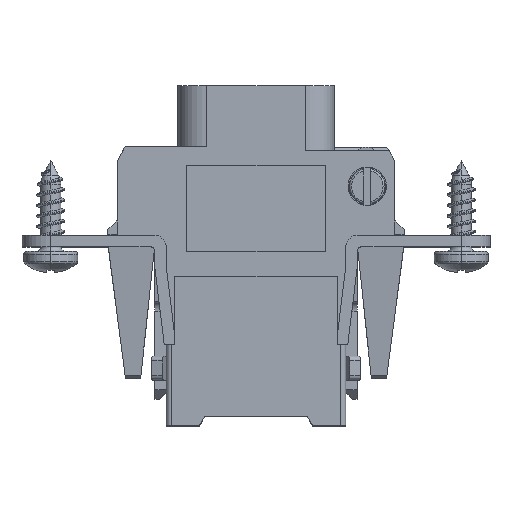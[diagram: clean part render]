
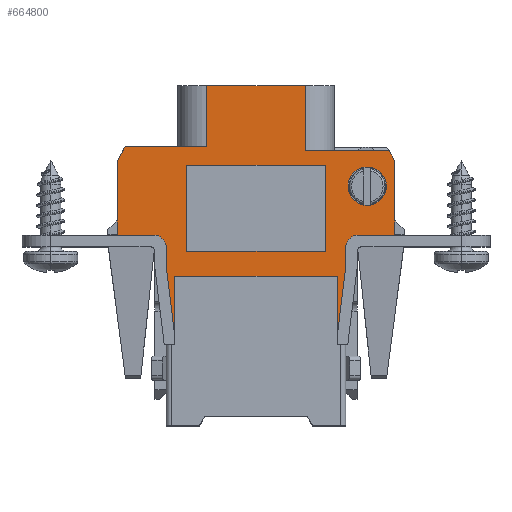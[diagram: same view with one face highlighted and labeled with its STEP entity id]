
A CAD part, top view. The second image highlights one B-rep face of the part: STEP entity #664800.
In plain terms, the highlighted planar face has unit normal (0, 0, 1).
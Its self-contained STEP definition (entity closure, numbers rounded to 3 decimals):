
#177010=CARTESIAN_POINT('',(67.029,37.851,-1.8));
#177020=VERTEX_POINT('',#177010);
#177050=CARTESIAN_POINT('',(65.029,37.851,-1.8));
#177060=DIRECTION('',(0.,0.,1.));
#177070=DIRECTION('',(-1.,0.,0.));
#177080=AXIS2_PLACEMENT_3D('',#177050,#177060,#177070);
#177090=CIRCLE('',#177080,2.);
#177100=CARTESIAN_POINT('',(63.029,37.851,-1.8));
#177110=VERTEX_POINT('',#177100);
#177120=EDGE_CURVE('',#177110,#177020,#177090,.T.);
#226660=CARTESIAN_POINT('',(83.829,0.,-1.8));
#226670=DIRECTION('',(0.,-1.,0.));
#226680=VECTOR('',#226670,1.);
#226690=LINE('',#226660,#226680);
#226700=CARTESIAN_POINT('',(83.829,44.651,-1.8));
#226710=VERTEX_POINT('',#226700);
#226720=CARTESIAN_POINT('',(83.829,35.651,-1.8));
#226730=VERTEX_POINT('',#226720);
#226740=EDGE_CURVE('',#226710,#226730,#226690,.T.);
#227130=CARTESIAN_POINT('',(0.,35.651,-1.8));
#227140=DIRECTION('',(-1.,0.,0.));
#227150=VECTOR('',#227140,1.);
#227160=LINE('',#227130,#227150);
#227170=CARTESIAN_POINT('',(69.429,35.651,-1.8));
#227180=VERTEX_POINT('',#227170);
#227190=EDGE_CURVE('',#226730,#227180,#227160,.T.);
#229420=CARTESIAN_POINT('',(69.429,0.,-1.8));
#229430=DIRECTION('',(0.,1.,0.));
#229440=VECTOR('',#229430,1.);
#229450=LINE('',#229420,#229440);
#229460=CARTESIAN_POINT('',(69.429,44.651,-1.8));
#229470=VERTEX_POINT('',#229460);
#229480=EDGE_CURVE('',#227180,#229470,#229450,.T.);
#233390=CARTESIAN_POINT('',(0.,44.651,-1.8));
#233400=DIRECTION('',(1.,0.,0.));
#233410=VECTOR('',#233400,1.);
#233420=LINE('',#233390,#233410);
#233430=EDGE_CURVE('',#229470,#226710,#233420,.T.);
#240870=CARTESIAN_POINT('',(62.179,35.137,-1.8));
#240880=VERTEX_POINT('',#240870);
#240910=CARTESIAN_POINT('',(82.465,0.,-1.8));
#240920=DIRECTION('',(0.5,-0.866,0.));
#240930=VECTOR('',#240920,1.);
#240940=LINE('',#240910,#240930);
#240950=CARTESIAN_POINT('',(62.748,34.151,-1.8));
#240960=VERTEX_POINT('',#240950);
#240970=EDGE_CURVE('',#240880,#240960,#240940,.T.);
#241260=CARTESIAN_POINT('',(0.,34.151,-1.8));
#241270=DIRECTION('',(-1.,0.,0.));
#241280=VECTOR('',#241270,1.);
#241290=LINE('',#241260,#241280);
#241300=CARTESIAN_POINT('',(71.479,34.151,-1.8));
#241310=VERTEX_POINT('',#241300);
#241320=EDGE_CURVE('',#241310,#240960,#241290,.T.);
#242090=CARTESIAN_POINT('',(71.479,27.351,-1.8));
#242100=VERTEX_POINT('',#242090);
#242150=CARTESIAN_POINT('',(71.479,0.,-1.8));
#242160=DIRECTION('',(0.,1.,0.));
#242170=VECTOR('',#242160,1.);
#242180=LINE('',#242150,#242170);
#242190=EDGE_CURVE('',#242100,#241310,#242180,.T.);
#242410=CARTESIAN_POINT('',(81.779,33.751,-1.8));
#242420=VERTEX_POINT('',#242410);
#242470=CARTESIAN_POINT('',(0.,33.751,-1.8));
#242480=DIRECTION('',(-1.,0.,0.));
#242490=VECTOR('',#242480,1.);
#242500=LINE('',#242470,#242490);
#242510=CARTESIAN_POINT('',(90.279,33.751,
-1.8));
#242520=VERTEX_POINT('',#242510);
#242530=EDGE_CURVE('',#242520,#242420,#242500,.T.);
#243860=CARTESIAN_POINT('',(81.779,27.351,-1.8));
#243870=VERTEX_POINT('',#243860);
#243900=CARTESIAN_POINT('',(81.779,0.,-1.8));
#243910=DIRECTION('',(0.,1.,0.));
#243920=VECTOR('',#243910,1.);
#243930=LINE('',#243900,#243920);
#243940=EDGE_CURVE('',#243870,#242420,#243930,.T.);
#244120=CARTESIAN_POINT('',(0.,27.351,-1.8));
#244130=DIRECTION('',(1.,0.,0.));
#244140=VECTOR('',#244130,1.);
#244150=LINE('',#244120,#244140);
#244160=EDGE_CURVE('',#242100,#243870,#244150,.T.);
#248200=CARTESIAN_POINT('',(91.079,35.137,-1.8));
#248210=VERTEX_POINT('',#248200);
#248240=CARTESIAN_POINT('',(91.079,0.,
-1.8));
#248250=DIRECTION('',(0.,1.,0.));
#248260=VECTOR('',#248250,1.);
#248270=LINE('',#248240,#248260);
#248280=CARTESIAN_POINT('',(91.079,42.951,-1.8));
#248290=VERTEX_POINT('',#248280);
#248300=EDGE_CURVE('',#248210,#248290,#248270,.T.);
#258980=CARTESIAN_POINT('',(70.793,0.,-1.8));
#258990=DIRECTION('',(0.5,0.866,0.));
#259000=VECTOR('',#258990,1.);
#259010=LINE('',#258980,#259000);
#259020=EDGE_CURVE('',#242520,#248210,#259010,.T.);
#259930=CARTESIAN_POINT('',(91.662,0.,-1.8));
#259940=DIRECTION('',(0.122,-0.993,0.));
#259950=VECTOR('',#259940,1.);
#259960=LINE('',#259930,#259950);
#259970=CARTESIAN_POINT('',(85.079,53.611,-1.8));
#259980=VERTEX_POINT('',#259970);
#259990=CARTESIAN_POINT('',(85.979,46.281,-1.8));
#260000=VERTEX_POINT('',#259990);
#260010=EDGE_CURVE('',#259980,#260000,#259960,.T.);
#290480=CARTESIAN_POINT('',(0.,42.951,-1.8));
#290490=DIRECTION('',(1.,0.,0.));
#290500=VECTOR('',#290490,1.);
#290510=LINE('',#290480,#290500);
#290520=CARTESIAN_POINT('',(87.279,42.951,-1.8));
#290530=VERTEX_POINT('',#290520);
#290540=EDGE_CURVE('',#290530,#248290,#290510,.T.);
#296880=CARTESIAN_POINT('',(85.979,44.251,-1.8));
#296890=VERTEX_POINT('',#296880);
#296920=CARTESIAN_POINT('',(85.979,0.,-1.8));
#296930=DIRECTION('',(0.,1.,0.));
#296940=VECTOR('',#296930,1.);
#296950=LINE('',#296920,#296940);
#296960=EDGE_CURVE('',#296890,#260000,#296950,.T.);
#297220=CARTESIAN_POINT('',(87.279,44.251,
-1.8));
#297230=DIRECTION('',(0.,0.,1.));
#297240=DIRECTION('',(-1.,0.,0.));
#297250=AXIS2_PLACEMENT_3D('',#297220,#297230,#297240);
#297260=CIRCLE('',#297250,1.3);
#297270=EDGE_CURVE('',#296890,#290530,#297260,.T.);
#309430=CARTESIAN_POINT('',(85.079,0.,-1.8));
#309440=DIRECTION('',(0.,-1.,0.));
#309450=VECTOR('',#309440,1.);
#309460=LINE('',#309430,#309450);
#309470=CARTESIAN_POINT('',(85.079,47.251,-1.8));
#309480=VERTEX_POINT('',#309470);
#309490=EDGE_CURVE('',#259980,#309480,#309460,.T.);
#395810=CARTESIAN_POINT('',(68.179,47.251,-1.8));
#395820=VERTEX_POINT('',#395810);
#395870=CARTESIAN_POINT('',(0.,47.251,-1.8));
#395880=DIRECTION('',(-1.,0.,0.));
#395890=VECTOR('',#395880,1.);
#395900=LINE('',#395870,#395890);
#395910=EDGE_CURVE('',#309480,#395820,#395900,.T.);
#396140=CARTESIAN_POINT('',(67.279,46.281,-1.8));
#396150=VERTEX_POINT('',#396140);
#396300=CARTESIAN_POINT('',(68.179,53.611,-1.8));
#396310=VERTEX_POINT('',#396300);
#396340=CARTESIAN_POINT('',(61.597,0.,-1.8));
#396350=DIRECTION('',(0.122,0.993,0.));
#396360=VECTOR('',#396350,1.);
#396370=LINE('',#396340,#396360);
#396380=EDGE_CURVE('',#396150,#396310,#396370,.T.);
#454120=CARTESIAN_POINT('',(62.179,42.951,-1.8));
#454130=VERTEX_POINT('',#454120);
#454160=CARTESIAN_POINT('',(62.179,0.,-1.8));
#454170=DIRECTION('',(0.,1.,0.));
#454180=VECTOR('',#454170,1.);
#454190=LINE('',#454160,#454180);
#454200=EDGE_CURVE('',#240880,#454130,#454190,.T.);
#468490=CARTESIAN_POINT('',(68.179,0.,-1.8));
#468500=DIRECTION('',(0.,1.,0.));
#468510=VECTOR('',#468500,1.);
#468520=LINE('',#468490,#468510);
#468530=EDGE_CURVE('',#395820,#396310,#468520,.T.);
#469750=CARTESIAN_POINT('',(65.979,44.251,-1.8));
#469760=DIRECTION('',(0.,0.,-1.));
#469770=DIRECTION('',(1.,0.,0.));
#469780=AXIS2_PLACEMENT_3D('',#469750,#469760,#469770);
#469790=CIRCLE('',#469780,1.3);
#469800=CARTESIAN_POINT('',(67.279,44.251,-1.8));
#469810=VERTEX_POINT('',#469800);
#469820=CARTESIAN_POINT('',(65.979,42.951,-1.8));
#469830=VERTEX_POINT('',#469820);
#469840=EDGE_CURVE('',#469810,#469830,#469790,.T.);
#471540=CARTESIAN_POINT('',(67.279,0.,-1.8));
#471550=DIRECTION('',(0.,-1.,0.));
#471560=VECTOR('',#471550,1.);
#471570=LINE('',#471540,#471560);
#471580=EDGE_CURVE('',#396150,#469810,#471570,.T.);
#472650=CARTESIAN_POINT('',(0.,42.951,-1.8));
#472660=DIRECTION('',(1.,0.,0.));
#472670=VECTOR('',#472660,1.);
#472680=LINE('',#472650,#472670);
#472690=EDGE_CURVE('',#454130,#469830,#472680,.T.);
#647080=EDGE_CURVE('',#177020,#177110,#177090,.T.);
#664430=CARTESIAN_POINT('',(0.,40.776,-1.8));
#664440=DIRECTION('',(0.,0.,-1.));
#664450=DIRECTION('',(1.,0.,0.));
#664460=AXIS2_PLACEMENT_3D('',#664430,#664440,#664450);
#664470=PLANE('',#664460);
#664480=ORIENTED_EDGE('',*,*,#226740,.T.);
#664490=ORIENTED_EDGE('',*,*,#233430,.T.);
#664500=ORIENTED_EDGE('',*,*,#229480,.T.);
#664510=ORIENTED_EDGE('',*,*,#227190,.T.);
#664520=EDGE_LOOP('',(#664510,#664500,#664490,#664480));
#664530=FACE_BOUND('',#664520,.T.);
#664540=ORIENTED_EDGE('',*,*,#177120,.F.);
#664550=ORIENTED_EDGE('',*,*,#647080,.F.);
#664560=EDGE_LOOP('',(#664550,#664540));
#664570=FACE_BOUND('',#664560,.T.);
#664580=ORIENTED_EDGE('',*,*,#309490,.T.);
#664590=ORIENTED_EDGE('',*,*,#260010,.F.);
#664600=ORIENTED_EDGE('',*,*,#296960,.T.);
#664610=ORIENTED_EDGE('',*,*,#297270,.F.);
#664620=ORIENTED_EDGE('',*,*,#290540,.F.);
#664630=ORIENTED_EDGE('',*,*,#248300,.T.);
#664640=ORIENTED_EDGE('',*,*,#259020,.T.);
#664650=ORIENTED_EDGE('',*,*,#242530,.F.);
#664660=ORIENTED_EDGE('',*,*,#243940,.T.);
#664670=ORIENTED_EDGE('',*,*,#244160,.T.);
#664680=ORIENTED_EDGE('',*,*,#242190,.F.);
#664690=ORIENTED_EDGE('',*,*,#241320,.F.);
#664700=ORIENTED_EDGE('',*,*,#240970,.T.);
#664710=ORIENTED_EDGE('',*,*,#454200,.F.);
#664720=ORIENTED_EDGE('',*,*,#472690,.F.);
#664730=ORIENTED_EDGE('',*,*,#469840,.T.);
#664740=ORIENTED_EDGE('',*,*,#471580,.T.);
#664750=ORIENTED_EDGE('',*,*,#396380,.F.);
#664760=ORIENTED_EDGE('',*,*,#468530,.T.);
#664770=ORIENTED_EDGE('',*,*,#395910,.T.);
#664780=EDGE_LOOP('',(#664770,#664760,#664750,#664740,#664730,#664720,
#664710,#664700,#664690,#664680,#664670,#664660,#664650,#664640,#664630,
#664620,#664610,#664600,#664590,#664580));
#664790=FACE_OUTER_BOUND('',#664780,.T.);
#664800=ADVANCED_FACE('',(#664530,#664570,#664790),#664470,.F.);
